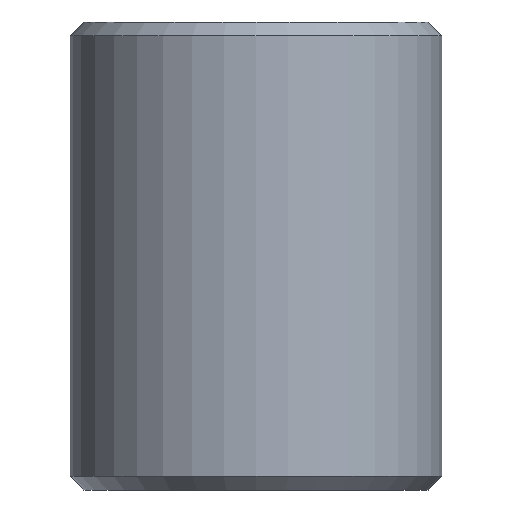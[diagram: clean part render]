
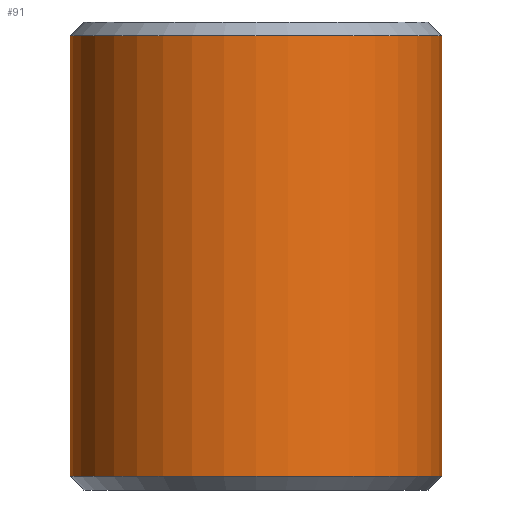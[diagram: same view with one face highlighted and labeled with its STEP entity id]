
A CAD part, front view. The second image highlights one B-rep face of the part: STEP entity #91.
In plain terms, the highlighted cylindrical face has radius 13.5 mm (diameter 27 mm), a partial arc.
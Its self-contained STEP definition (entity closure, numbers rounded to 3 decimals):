
#3 = CARTESIAN_POINT ( 'NONE',  ( -13.5, 0., 34. ) ) ;
#8 = DIRECTION ( 'NONE',  ( 0., 0., -1. ) ) ;
#14 = CARTESIAN_POINT ( 'NONE',  ( -13.5, 0., 1. ) ) ;
#16 = VERTEX_POINT ( 'NONE', #172 ) ;
#18 = EDGE_CURVE ( 'NONE', #16, #345, #238, .T. ) ;
#32 = ORIENTED_EDGE ( 'NONE', *, *, #42, .T. ) ;
#36 = LINE ( 'NONE', #184, #140 ) ;
#42 = EDGE_CURVE ( 'NONE', #178, #16, #240, .T. ) ;
#54 = CYLINDRICAL_SURFACE ( 'NONE', #93, 13.5 ) ;
#59 = DIRECTION ( 'NONE',  ( 0., 0., -1. ) ) ;
#61 = DIRECTION ( 'NONE',  ( -1., 0., 0. ) ) ;
#68 = DIRECTION ( 'NONE',  ( 0., 0., 1. ) ) ;
#76 = VECTOR ( 'NONE', #8, 1000. ) ;
#88 = ORIENTED_EDGE ( 'NONE', *, *, #246, .T. ) ;
#91 = ADVANCED_FACE ( 'NONE', ( #308 ), #54, .T. ) ;
#93 = AXIS2_PLACEMENT_3D ( 'NONE', #112, #59, #61 ) ;
#104 = CIRCLE ( 'NONE', #303, 13.5 ) ;
#112 = CARTESIAN_POINT ( 'NONE',  ( 0., 0., 34. ) ) ;
#140 = VECTOR ( 'NONE', #225, 1000. ) ;
#145 = DIRECTION ( 'NONE',  ( 1., 0., 0. ) ) ;
#172 = CARTESIAN_POINT ( 'NONE',  ( -13.5, 0., 33. ) ) ;
#178 = VERTEX_POINT ( 'NONE', #259 ) ;
#184 = CARTESIAN_POINT ( 'NONE',  ( 13.5, 0., 34. ) ) ;
#191 = DIRECTION ( 'NONE',  ( 1., 0., 0. ) ) ;
#195 = EDGE_CURVE ( 'NONE', #178, #309, #36, .T. ) ;
#205 = CARTESIAN_POINT ( 'NONE',  ( 0., 0., 1. ) ) ;
#225 = DIRECTION ( 'NONE',  ( 0., 0., -1. ) ) ;
#238 = LINE ( 'NONE', #3, #76 ) ;
#240 = CIRCLE ( 'NONE', #292, 13.5 ) ;
#246 = EDGE_CURVE ( 'NONE', #345, #309, #104, .T. ) ;
#250 = CARTESIAN_POINT ( 'NONE',  ( 0., 0., 33. ) ) ;
#251 = ORIENTED_EDGE ( 'NONE', *, *, #195, .F. ) ;
#259 = CARTESIAN_POINT ( 'NONE',  ( 13.5, 0., 33. ) ) ;
#270 = EDGE_LOOP ( 'NONE', ( #251, #32, #335, #88 ) ) ;
#292 = AXIS2_PLACEMENT_3D ( 'NONE', #250, #324, #191 ) ;
#303 = AXIS2_PLACEMENT_3D ( 'NONE', #205, #68, #145 ) ;
#308 = FACE_OUTER_BOUND ( 'NONE', #270, .T. ) ;
#309 = VERTEX_POINT ( 'NONE', #347 ) ;
#324 = DIRECTION ( 'NONE',  ( 0., 0., -1. ) ) ;
#335 = ORIENTED_EDGE ( 'NONE', *, *, #18, .T. ) ;
#345 = VERTEX_POINT ( 'NONE', #14 ) ;
#347 = CARTESIAN_POINT ( 'NONE',  ( 13.5, 0., 1. ) ) ;
